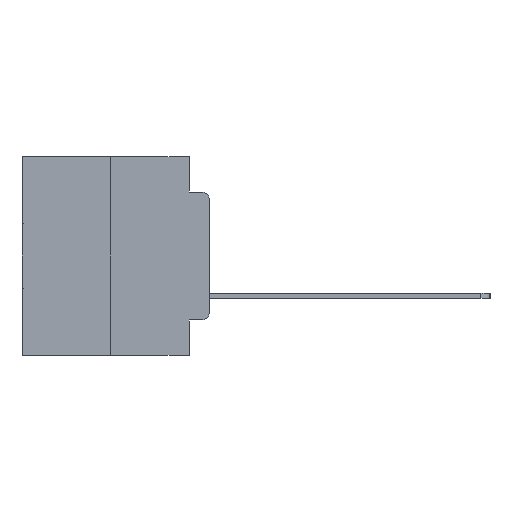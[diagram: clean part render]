
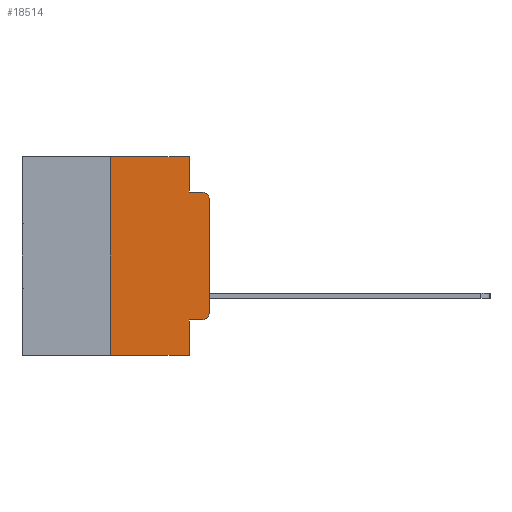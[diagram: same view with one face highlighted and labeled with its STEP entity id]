
A CAD part, left-side view. The second image highlights one B-rep face of the part: STEP entity #18514.
In plain terms, the highlighted planar face has unit normal (-1, 0, 0).
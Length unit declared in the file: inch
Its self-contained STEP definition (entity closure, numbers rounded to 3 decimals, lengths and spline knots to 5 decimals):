
#348 = EDGE_CURVE ( 'NONE', #1548, #6622, #3636, .T. ) ;
#536 = CARTESIAN_POINT ( 'NONE',  ( 0., 0.473, 0. ) ) ;
#576 = VERTEX_POINT ( 'NONE', #9306 ) ;
#836 = CARTESIAN_POINT ( 'NONE',  ( 0., 0.051, -0.4115 ) ) ;
#1120 = ORIENTED_EDGE ( 'NONE', *, *, #16612, .F. ) ;
#1439 = EDGE_CURVE ( 'NONE', #576, #6622, #15797, .T. ) ;
#1548 = VERTEX_POINT ( 'NONE', #836 ) ;
#1593 = CARTESIAN_POINT ( 'NONE',  ( 0., 0.051, -0.0885 ) ) ;
#2965 = DIRECTION ( 'NONE',  ( 0., -1., 0. ) ) ;
#3636 = LINE ( 'NONE', #17706, #15813 ) ;
#4974 = CARTESIAN_POINT ( 'NONE',  ( 0., 0.473, 0. ) ) ;
#5251 = LINE ( 'NONE', #9044, #23747 ) ;
#5289 = CARTESIAN_POINT ( 'NONE',  ( 0., 0.473, -0.5 ) ) ;
#6160 = VECTOR ( 'NONE', #21027, 39.37008 ) ;
#6622 = VERTEX_POINT ( 'NONE', #10406 ) ;
#6880 = EDGE_CURVE ( 'NONE', #576, #17432, #6929, .T. ) ;
#6929 = LINE ( 'NONE', #23399, #6160 ) ;
#7014 = CARTESIAN_POINT ( 'NONE',  ( 0., 0., -0.1085 ) ) ;
#7342 = CARTESIAN_POINT ( 'NONE',  ( 0., 0.051, -0.0885 ) ) ;
#7456 = DIRECTION ( 'NONE',  ( 1., 0., 0. ) ) ;
#7518 = DIRECTION ( 'NONE',  ( -1., 0., 0. ) ) ;
#7916 = AXIS2_PLACEMENT_3D ( 'NONE', #4974, #7456, #24283 ) ;
#8515 = DIRECTION ( 'NONE',  ( 0., 0., 1. ) ) ;
#9044 = CARTESIAN_POINT ( 'NONE',  ( 0., 0.051, -0.4115 ) ) ;
#9306 = CARTESIAN_POINT ( 'NONE',  ( 0., 0.25, -0.5 ) ) ;
#9560 = CARTESIAN_POINT ( 'NONE',  ( 0., 0., -0.3915 ) ) ;
#9791 = DIRECTION ( 'NONE',  ( 0., -1., 0. ) ) ;
#10230 = DIRECTION ( 'NONE',  ( -1., 0., 0. ) ) ;
#10406 = CARTESIAN_POINT ( 'NONE',  ( 0., 0.051, -0.5 ) ) ;
#10891 = VECTOR ( 'NONE', #8515, 39.37008 ) ;
#11484 = DIRECTION ( 'NONE',  ( 0., -1., 0. ) ) ;
#11756 = EDGE_CURVE ( 'NONE', #27460, #24919, #15000, .T. ) ;
#11781 = ORIENTED_EDGE ( 'NONE', *, *, #28300, .T. ) ;
#12904 = ORIENTED_EDGE ( 'NONE', *, *, #348, .F. ) ;
#13888 = AXIS2_PLACEMENT_3D ( 'NONE', #24578, #10230, #26918 ) ;
#14465 = FACE_OUTER_BOUND ( 'NONE', #25941, .T. ) ;
#14701 = VERTEX_POINT ( 'NONE', #7014 ) ;
#15000 = LINE ( 'NONE', #24694, #20673 ) ;
#15222 = ORIENTED_EDGE ( 'NONE', *, *, #6880, .F. ) ;
#15396 = ORIENTED_EDGE ( 'NONE', *, *, #24611, .T. ) ;
#15456 = CARTESIAN_POINT ( 'NONE',  ( 0., 0.051, 0. ) ) ;
#15779 = LINE ( 'NONE', #536, #27650 ) ;
#15797 = LINE ( 'NONE', #5289, #27675 ) ;
#15813 = VECTOR ( 'NONE', #18101, 39.37008 ) ;
#16443 = CARTESIAN_POINT ( 'NONE',  ( 0., 0.02, -0.4115 ) ) ;
#16612 = EDGE_CURVE ( 'NONE', #24919, #25907, #23971, .T. ) ;
#17275 = LINE ( 'NONE', #22847, #10891 ) ;
#17432 = VERTEX_POINT ( 'NONE', #22707 ) ;
#17706 = CARTESIAN_POINT ( 'NONE',  ( 0., 0.051, 0. ) ) ;
#18101 = DIRECTION ( 'NONE',  ( 0., 0., -1. ) ) ;
#18514 = ADVANCED_FACE ( 'NONE', ( #14465 ), #19490, .F. ) ;
#19490 = PLANE ( 'NONE',  #7916 ) ;
#19677 = ORIENTED_EDGE ( 'NONE', *, *, #11756, .F. ) ;
#20068 = ORIENTED_EDGE ( 'NONE', *, *, #23053, .T. ) ;
#20098 = ORIENTED_EDGE ( 'NONE', *, *, #1439, .T. ) ;
#20422 = AXIS2_PLACEMENT_3D ( 'NONE', #21964, #7518, #24343 ) ;
#20673 = VECTOR ( 'NONE', #27025, 39.37008 ) ;
#21027 = DIRECTION ( 'NONE',  ( 0., 0., 1. ) ) ;
#21964 = CARTESIAN_POINT ( 'NONE',  ( 0., 0.02, -0.3915 ) ) ;
#22707 = CARTESIAN_POINT ( 'NONE',  ( 0., 0.25, 0. ) ) ;
#22847 = CARTESIAN_POINT ( 'NONE',  ( 0., 0., 0. ) ) ;
#23053 = EDGE_CURVE ( 'NONE', #14701, #25907, #25578, .T. ) ;
#23259 = VECTOR ( 'NONE', #9791, 39.37008 ) ;
#23399 = CARTESIAN_POINT ( 'NONE',  ( 0., 0.25, 0. ) ) ;
#23454 = ORIENTED_EDGE ( 'NONE', *, *, #25201, .T. ) ;
#23747 = VECTOR ( 'NONE', #11484, 39.37008 ) ;
#23971 = LINE ( 'NONE', #7342, #23259 ) ;
#24283 = DIRECTION ( 'NONE',  ( 0., 0., -1. ) ) ;
#24343 = DIRECTION ( 'NONE',  ( 0., 0., -1. ) ) ;
#24574 = DIRECTION ( 'NONE',  ( 0., -1., 0. ) ) ;
#24578 = CARTESIAN_POINT ( 'NONE',  ( 0., 0.02, -0.1085 ) ) ;
#24611 = EDGE_CURVE ( 'NONE', #26651, #14701, #17275, .T. ) ;
#24694 = CARTESIAN_POINT ( 'NONE',  ( 0., 0.051, 0. ) ) ;
#24826 = CARTESIAN_POINT ( 'NONE',  ( 0., 0.02, -0.0885 ) ) ;
#24909 = ORIENTED_EDGE ( 'NONE', *, *, #26246, .F. ) ;
#24919 = VERTEX_POINT ( 'NONE', #1593 ) ;
#25201 = EDGE_CURVE ( 'NONE', #30004, #26651, #28781, .T. ) ;
#25578 = CIRCLE ( 'NONE', #13888, 0.02 ) ;
#25907 = VERTEX_POINT ( 'NONE', #24826 ) ;
#25941 = EDGE_LOOP ( 'NONE', ( #15396, #20068, #1120, #19677, #24909, #15222, #20098, #12904, #11781, #23454 ) ) ;
#26246 = EDGE_CURVE ( 'NONE', #17432, #27460, #15779, .T. ) ;
#26651 = VERTEX_POINT ( 'NONE', #9560 ) ;
#26918 = DIRECTION ( 'NONE',  ( 0., 0., -1. ) ) ;
#27025 = DIRECTION ( 'NONE',  ( 0., 0., -1. ) ) ;
#27460 = VERTEX_POINT ( 'NONE', #15456 ) ;
#27650 = VECTOR ( 'NONE', #2965, 39.37008 ) ;
#27675 = VECTOR ( 'NONE', #24574, 39.37008 ) ;
#28300 = EDGE_CURVE ( 'NONE', #1548, #30004, #5251, .T. ) ;
#28781 = CIRCLE ( 'NONE', #20422, 0.02 ) ;
#30004 = VERTEX_POINT ( 'NONE', #16443 ) ;
